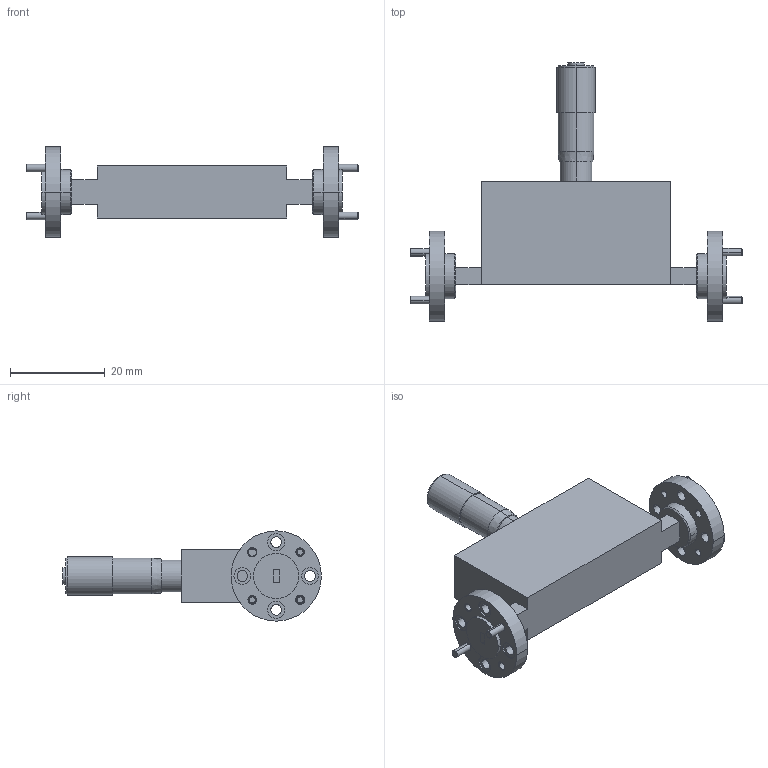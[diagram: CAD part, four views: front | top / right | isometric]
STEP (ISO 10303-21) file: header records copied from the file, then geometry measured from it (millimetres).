
FILE_DESCRIPTION (( 'STEP AP203' ), '1' );
FILE_NAME ('STA-30-10-M2.STEP', '2019-06-17T18:31:51', ( '' ), ( '' ), 'SwSTEP 2.0', 'SolidWorks 2016', '' );
FILE_SCHEMA (( 'CONFIG_CONTROL_DESIGN' ));
Length unit declared in the file: inch
Products named in the file (1): STA-30-10-M2
Bounding box: 70.1 x 54.6 x 19.05 mm (x, y, z)
Volume: 13136.6 mm3; surface area: 5926.7 mm2
Topology: 5 solids, 5 shells, 167 faces, 386 edges, 250 vertices
Faces by surface type: cylinder 78, plane 51, cone 38
Entity records: 4949 total; most frequent: DIRECTION 932, CARTESIAN_POINT 804, ORIENTED_EDGE 772, EDGE_CURVE 386, AXIS2_PLACEMENT_3D 378, VERTEX_POINT 250, EDGE_LOOP 220, CIRCLE 210
